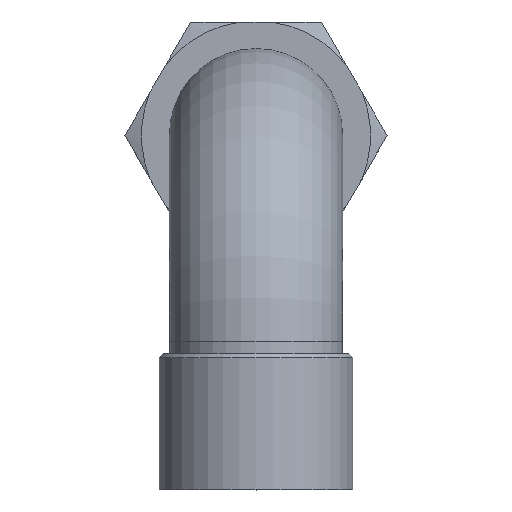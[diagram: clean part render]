
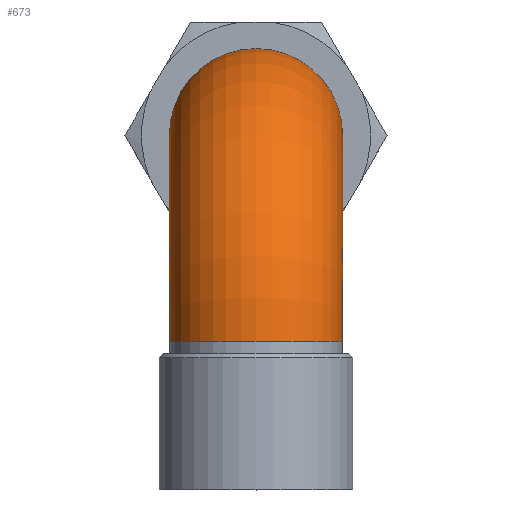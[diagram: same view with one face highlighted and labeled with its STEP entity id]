
A CAD part, top view. The second image highlights one B-rep face of the part: STEP entity #673.
In plain terms, the highlighted toroidal (fillet/blend) face has major radius 50 mm and minor radius 21 mm.
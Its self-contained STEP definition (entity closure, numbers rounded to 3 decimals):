
#96=TOROIDAL_SURFACE('',#939,50.,21.);
#142=ORIENTED_EDGE('',*,*,#304,.T.);
#143=ORIENTED_EDGE('',*,*,#303,.F.);
#303=EDGE_CURVE('',#387,#387,#453,.T.);
#304=EDGE_CURVE('',#388,#388,#454,.T.);
#387=VERTEX_POINT('',#1251);
#388=VERTEX_POINT('',#1254);
#453=CIRCLE('',#938,21.);
#454=CIRCLE('',#940,21.);
#502=EDGE_LOOP('',(#142));
#503=EDGE_LOOP('',(#143));
#582=FACE_BOUND('',#502,.T.);
#583=FACE_BOUND('',#503,.T.);
#673=ADVANCED_FACE('',(#582,#583),#96,.T.);
#938=AXIS2_PLACEMENT_3D('',#1250,#1048,#1049);
#939=AXIS2_PLACEMENT_3D('',#1252,#1050,#1051);
#940=AXIS2_PLACEMENT_3D('',#1253,#1052,#1053);
#1048=DIRECTION('',(0.,-1.,0.));
#1049=DIRECTION('',(0.,0.,-1.));
#1050=DIRECTION('',(1.,0.,0.));
#1051=DIRECTION('',(0.,0.,-1.));
#1052=DIRECTION('',(0.,0.,1.));
#1053=DIRECTION('',(0.,-1.,0.));
#1250=CARTESIAN_POINT('',(0.,0.,0.));
#1251=CARTESIAN_POINT('',(0.,0.,-21.));
#1252=CARTESIAN_POINT('',(0.,0.,-50.));
#1253=CARTESIAN_POINT('',(0.,50.,-50.));
#1254=CARTESIAN_POINT('',(0.,29.,-50.));
